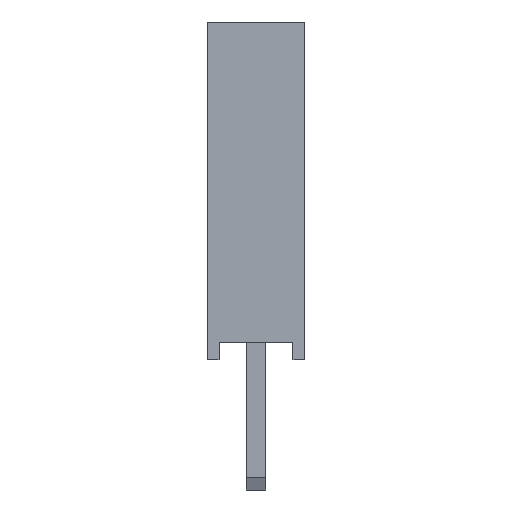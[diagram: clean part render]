
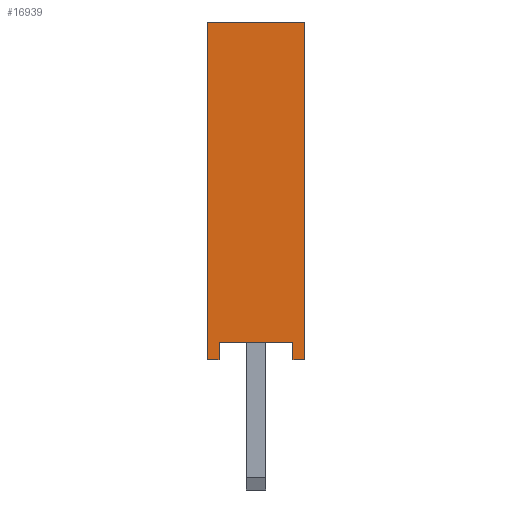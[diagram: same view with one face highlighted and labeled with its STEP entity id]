
A CAD part, left-side view. The second image highlights one B-rep face of the part: STEP entity #16939.
In plain terms, the highlighted planar face has unit normal (-1, 0, 0).
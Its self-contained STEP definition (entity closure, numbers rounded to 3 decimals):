
#399=FACE_OUTER_BOUND('',#1343,.T.);
#1343=EDGE_LOOP('',(#10923,#10924,#10925,#10926,#10927,#10928,#10929,#10930));
#2400=LINE('',#23584,#4620);
#2404=LINE('',#23593,#4624);
#2408=LINE('',#23600,#4628);
#2410=LINE('',#23606,#4630);
#2417=LINE('',#23620,#4637);
#2419=LINE('',#23624,#4639);
#2421=LINE('',#23628,#4641);
#2423=LINE('',#23631,#4643);
#4620=VECTOR('',#19143,10.);
#4624=VECTOR('',#19149,10.);
#4628=VECTOR('',#19155,10.);
#4630=VECTOR('',#19163,10.);
#4637=VECTOR('',#19174,10.);
#4639=VECTOR('',#19178,10.);
#4641=VECTOR('',#19182,10.);
#4643=VECTOR('',#19186,10.);
#6815=VERTEX_POINT('',#23582);
#6816=VERTEX_POINT('',#23583);
#6819=VERTEX_POINT('',#23591);
#6820=VERTEX_POINT('',#23592);
#6823=VERTEX_POINT('',#23605);
#6828=VERTEX_POINT('',#23619);
#6829=VERTEX_POINT('',#23623);
#6830=VERTEX_POINT('',#23627);
#8408=EDGE_CURVE('',#6815,#6816,#2400,.T.);
#8412=EDGE_CURVE('',#6819,#6820,#2404,.T.);
#8416=EDGE_CURVE('',#6816,#6819,#2408,.T.);
#8418=EDGE_CURVE('',#6820,#6823,#2410,.T.);
#8425=EDGE_CURVE('',#6828,#6815,#2417,.T.);
#8427=EDGE_CURVE('',#6829,#6828,#2419,.T.);
#8429=EDGE_CURVE('',#6830,#6829,#2421,.T.);
#8431=EDGE_CURVE('',#6823,#6830,#2423,.T.);
#10923=ORIENTED_EDGE('',*,*,#8425,.F.);
#10924=ORIENTED_EDGE('',*,*,#8427,.F.);
#10925=ORIENTED_EDGE('',*,*,#8429,.F.);
#10926=ORIENTED_EDGE('',*,*,#8431,.F.);
#10927=ORIENTED_EDGE('',*,*,#8418,.F.);
#10928=ORIENTED_EDGE('',*,*,#8412,.F.);
#10929=ORIENTED_EDGE('',*,*,#8416,.F.);
#10930=ORIENTED_EDGE('',*,*,#8408,.F.);
#15495=PLANE('',#17920);
#16939=ADVANCED_FACE('',(#399),#15495,.F.);
#17920=AXIS2_PLACEMENT_3D('',#23632,#19187,#19188);
#19143=DIRECTION('',(0.,0.,1.));
#19149=DIRECTION('',(0.,0.,-1.));
#19155=DIRECTION('',(0.,-1.,0.));
#19163=DIRECTION('',(0.,1.,0.));
#19174=DIRECTION('',(0.,1.,0.));
#19178=DIRECTION('',(0.,0.,-1.));
#19182=DIRECTION('',(0.,1.,0.));
#19186=DIRECTION('',(0.,0.,1.));
#19187=DIRECTION('center_axis',(1.,0.,0.));
#19188=DIRECTION('ref_axis',(0.,0.,-1.));
#23582=CARTESIAN_POINT('',(-1.317,1.238,0.));
#23583=CARTESIAN_POINT('',(-1.317,1.238,8.575));
#23584=CARTESIAN_POINT('',(-1.317,1.238,2.144));
#23591=CARTESIAN_POINT('',(-1.317,-1.238,8.575));
#23592=CARTESIAN_POINT('',(-1.317,-1.238,0.));
#23593=CARTESIAN_POINT('',(-1.317,-1.238,2.144));
#23600=CARTESIAN_POINT('',(-1.317,-1.238,8.575));
#23605=CARTESIAN_POINT('',(-1.317,-0.938,0.));
#23606=CARTESIAN_POINT('',(-1.317,-1.238,0.));
#23619=CARTESIAN_POINT('',(-1.317,0.938,0.));
#23620=CARTESIAN_POINT('',(-1.317,-1.238,0.));
#23623=CARTESIAN_POINT('',(-1.317,0.938,0.448));
#23624=CARTESIAN_POINT('',(-1.317,0.938,0.));
#23627=CARTESIAN_POINT('',(-1.317,-0.938,0.448));
#23628=CARTESIAN_POINT('',(-1.317,-0.15,0.448));
#23631=CARTESIAN_POINT('',(-1.317,-0.938,0.224));
#23632=CARTESIAN_POINT('Origin',(-1.317,-1.238,0.));
